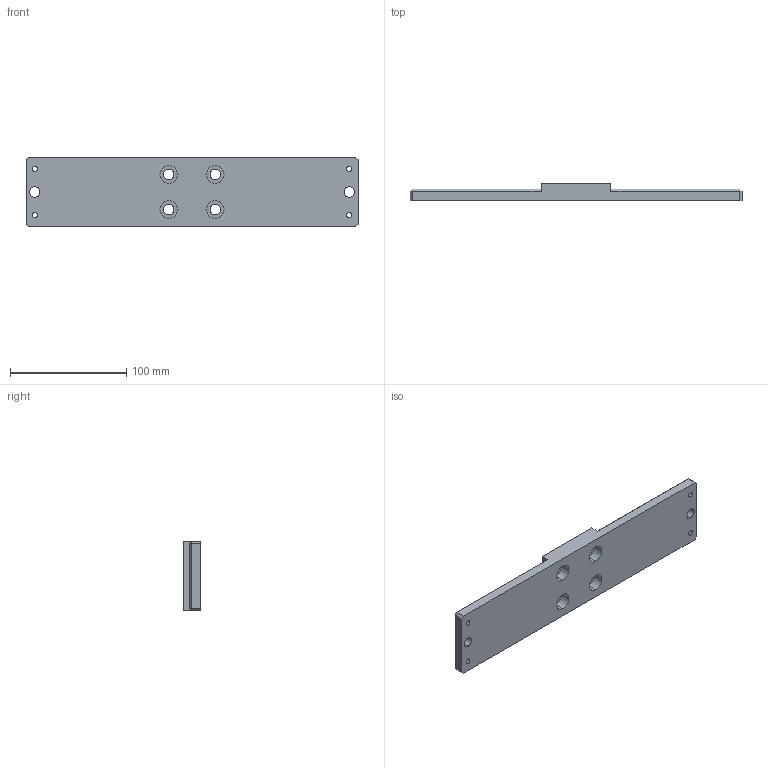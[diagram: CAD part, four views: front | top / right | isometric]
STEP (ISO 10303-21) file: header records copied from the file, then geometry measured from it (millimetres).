
FILE_DESCRIPTION (( 'STEP AP214' ), '1' );
FILE_NAME ('BOS-CT4400-530-A-Support fixation Pistolet Speedcoat_Base.STEP', '2023-04-12T09:19:17', ( '' ), ( '' ), 'SwSTEP 2.0', 'SolidWorks 2014', '' );
FILE_SCHEMA (( 'AUTOMOTIVE_DESIGN' ));
Length unit declared in the file: millimetre
Products named in the file (1): BOS-CT4400-530-A-Support fixation Pistolet Speedcoat_Base
Bounding box: 285 x 15 x 60 mm (x, y, z)
Volume: 177399.5 mm3; surface area: 44388.2 mm2
Topology: 1 solids, 1 shells, 68 faces, 162 edges, 104 vertices
Faces by surface type: cylinder 36, plane 32
Entity records: 2056 total; most frequent: DIRECTION 372, CARTESIAN_POINT 335, ORIENTED_EDGE 324, EDGE_CURVE 162, AXIS2_PLACEMENT_3D 141, VERTEX_POINT 104, EDGE_LOOP 96, LINE 90
